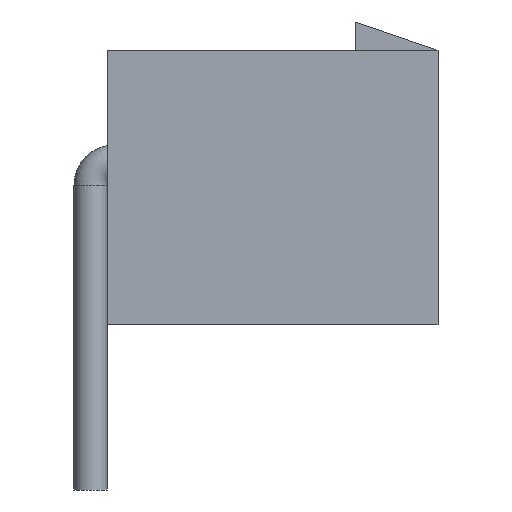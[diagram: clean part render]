
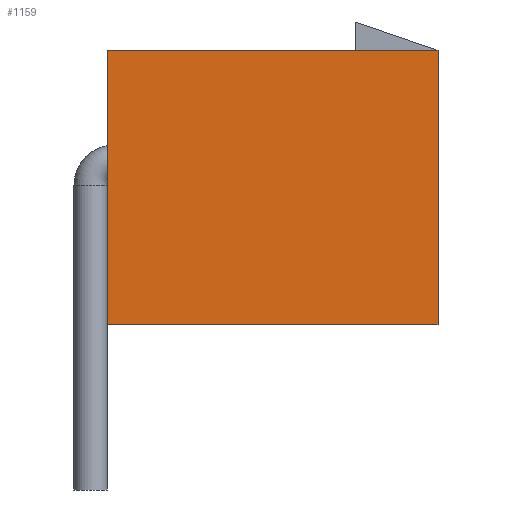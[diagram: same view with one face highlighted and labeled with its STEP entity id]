
A CAD part, left-side view. The second image highlights one B-rep face of the part: STEP entity #1159.
In plain terms, the highlighted planar face has unit normal (-1, 0, 0).
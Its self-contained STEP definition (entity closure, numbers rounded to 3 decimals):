
#143=FACE_OUTER_BOUND('',#209,.T.);
#209=EDGE_LOOP('',(#907,#908,#909,#910));
#278=LINE('',#1794,#382);
#291=LINE('',#1820,#395);
#330=LINE('',#1899,#434);
#331=LINE('',#1900,#435);
#382=VECTOR('',#1408,10.);
#395=VECTOR('',#1429,10.);
#434=VECTOR('',#1506,10.);
#435=VECTOR('',#1507,10.);
#476=VERTEX_POINT('',#1791);
#477=VERTEX_POINT('',#1793);
#486=VERTEX_POINT('',#1819);
#507=VERTEX_POINT('',#1898);
#604=EDGE_CURVE('',#476,#477,#278,.T.);
#617=EDGE_CURVE('',#486,#477,#291,.T.);
#656=EDGE_CURVE('',#507,#486,#330,.T.);
#657=EDGE_CURVE('',#507,#476,#331,.T.);
#907=ORIENTED_EDGE('',*,*,#656,.T.);
#908=ORIENTED_EDGE('',*,*,#617,.T.);
#909=ORIENTED_EDGE('',*,*,#604,.F.);
#910=ORIENTED_EDGE('',*,*,#657,.F.);
#1111=PLANE('',#1251);
#1159=ADVANCED_FACE('',(#143),#1111,.T.);
#1251=AXIS2_PLACEMENT_3D('',#1897,#1504,#1505);
#1408=DIRECTION('',(0.,-1.,0.));
#1429=DIRECTION('',(0.,0.,1.));
#1504=DIRECTION('center_axis',(-1.,0.,0.));
#1505=DIRECTION('ref_axis',(0.,-1.,0.));
#1506=DIRECTION('',(0.,-1.,0.));
#1507=DIRECTION('',(0.,0.,1.));
#1791=CARTESIAN_POINT('',(-14.95,-0.35,5.8));
#1793=CARTESIAN_POINT('',(-14.95,-7.35,5.8));
#1794=CARTESIAN_POINT('',(-14.95,-0.35,5.8));
#1819=CARTESIAN_POINT('',(-14.95,-7.35,0.));
#1820=CARTESIAN_POINT('',(-14.95,-7.35,0.));
#1897=CARTESIAN_POINT('Origin',(-14.95,-0.35,0.));
#1898=CARTESIAN_POINT('',(-14.95,-0.35,0.));
#1899=CARTESIAN_POINT('',(-14.95,-0.35,0.));
#1900=CARTESIAN_POINT('',(-14.95,-0.35,0.));
